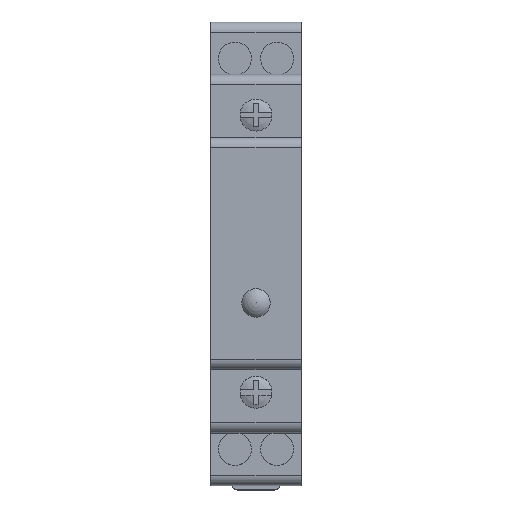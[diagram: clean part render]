
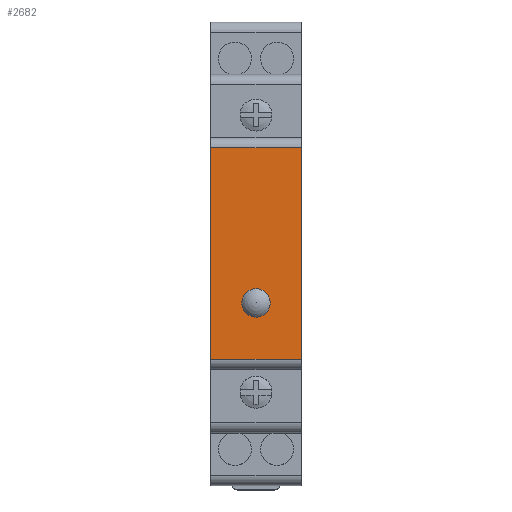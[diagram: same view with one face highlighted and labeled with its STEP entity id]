
A CAD part, top view. The second image highlights one B-rep face of the part: STEP entity #2682.
In plain terms, the highlighted planar face has unit normal (0, 0, 1).
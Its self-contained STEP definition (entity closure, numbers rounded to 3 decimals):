
#74=CIRCLE('',#2855,2.75);
#260=ORIENTED_EDGE('',*,*,#1058,.F.);
#261=ORIENTED_EDGE('',*,*,#1059,.T.);
#262=ORIENTED_EDGE('',*,*,#1060,.F.);
#263=ORIENTED_EDGE('',*,*,#1061,.F.);
#264=ORIENTED_EDGE('',*,*,#1062,.T.);
#1058=EDGE_CURVE('',#1456,#1456,#74,.F.);
#1059=EDGE_CURVE('',#1457,#1458,#1720,.T.);
#1060=EDGE_CURVE('',#1459,#1458,#1721,.T.);
#1061=EDGE_CURVE('',#1460,#1459,#1722,.T.);
#1062=EDGE_CURVE('',#1460,#1457,#1723,.T.);
#1456=VERTEX_POINT('',#4066);
#1457=VERTEX_POINT('',#4068);
#1458=VERTEX_POINT('',#4069);
#1459=VERTEX_POINT('',#4071);
#1460=VERTEX_POINT('',#4073);
#1720=LINE('',#4067,#2010);
#1721=LINE('',#4070,#2011);
#1722=LINE('',#4072,#2012);
#1723=LINE('',#4074,#2013);
#2010=VECTOR('',#3204,1000.);
#2011=VECTOR('',#3205,1000.);
#2012=VECTOR('',#3206,1000.);
#2013=VECTOR('',#3207,1000.);
#2235=EDGE_LOOP('',(#260));
#2236=EDGE_LOOP('',(#261,#262,#263,#264));
#2407=FACE_BOUND('',#2235,.T.);
#2408=FACE_BOUND('',#2236,.T.);
#2575=PLANE('',#2854);
#2682=ADVANCED_FACE('',(#2407,#2408),#2575,.F.);
#2854=AXIS2_PLACEMENT_3D('',#4064,#3200,#3201);
#2855=AXIS2_PLACEMENT_3D('',#4065,#3202,#3203);
#3200=DIRECTION('',(0.,0.,-1.));
#3201=DIRECTION('',(-1.,0.,0.));
#3202=DIRECTION('',(0.,0.,-1.));
#3203=DIRECTION('',(-1.,0.,0.));
#3204=DIRECTION('',(0.,-1.,0.));
#3205=DIRECTION('',(-1.,0.,0.));
#3206=DIRECTION('',(0.,-1.,0.));
#3207=DIRECTION('',(-1.,0.,0.));
#4064=CARTESIAN_POINT('',(17.6,65.5,65.5));
#4065=CARTESIAN_POINT('',(8.8,35.4,65.5));
#4066=CARTESIAN_POINT('',(6.05,35.4,65.5));
#4067=CARTESIAN_POINT('',(0.,65.5,65.5));
#4068=CARTESIAN_POINT('',(0.,65.5,65.5));
#4069=CARTESIAN_POINT('',(0.,24.5,65.5));
#4070=CARTESIAN_POINT('',(17.6,24.5,65.5));
#4071=CARTESIAN_POINT('',(17.6,24.5,65.5));
#4072=CARTESIAN_POINT('',(17.6,65.5,65.5));
#4073=CARTESIAN_POINT('',(17.6,65.5,65.5));
#4074=CARTESIAN_POINT('',(17.6,65.5,65.5));
